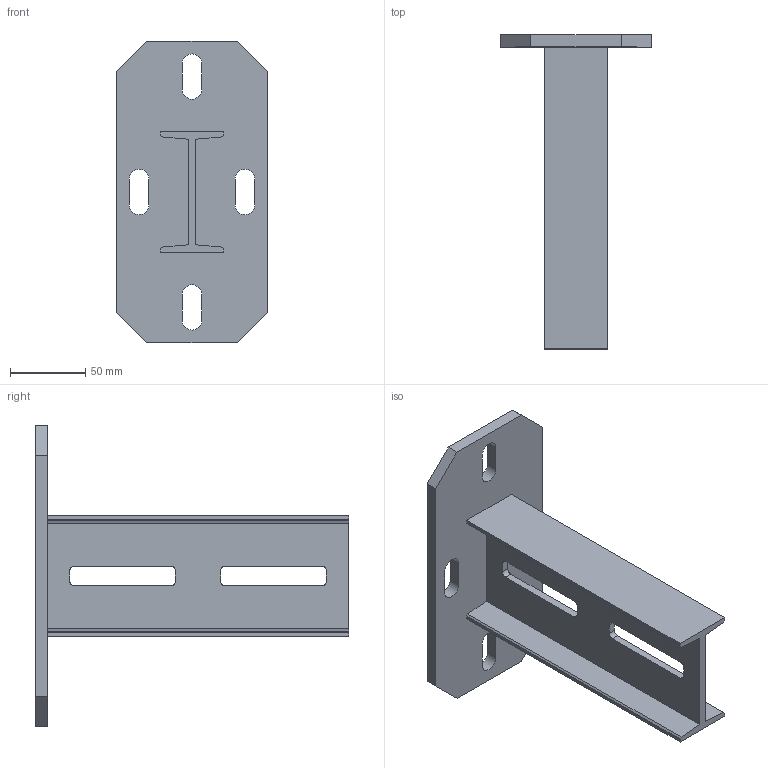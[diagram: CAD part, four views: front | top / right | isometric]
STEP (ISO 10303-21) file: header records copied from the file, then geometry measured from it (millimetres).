
FILE_DESCRIPTION((''),'2;1');
FILE_NAME('721620_ASM','2019-03-26T10:58:59',('tomasz.grudniewski'),(''),'CREO PARAMETRIC BY PTC INC, 2018400','CREO PARAMETRIC BY PTC INC, 2018400','');
FILE_SCHEMA(('CONFIG_CONTROL_DESIGN'));
Length unit declared in the file: millimetre
Products named in the file (3): PODSTAWA_WPDH_PRT; 700220_PRT; 721620_ASM
Assembly tree (2 placements, depth 2):
  721620_ASM
    PODSTAWA_WPDH_PRT
    700220_PRT
Bounding box: 100 x 208 x 200 mm (x, y, z)
Volume: 274882.1 mm3; surface area: 103747.1 mm2
Topology: 2 solids, 2 shells, 60 faces, 168 edges, 112 vertices
Faces by surface type: plane 44, cylinder 16
Entity records: 2036 total; most frequent: CARTESIAN_POINT 345, ORIENTED_EDGE 336, DIRECTION 330, EDGE_CURVE 168, VECTOR 136, LINE 136, VERTEX_POINT 112, AXIS2_PLACEMENT_3D 97
